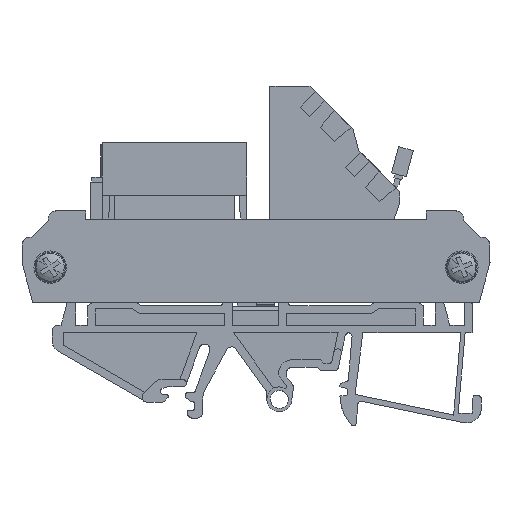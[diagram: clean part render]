
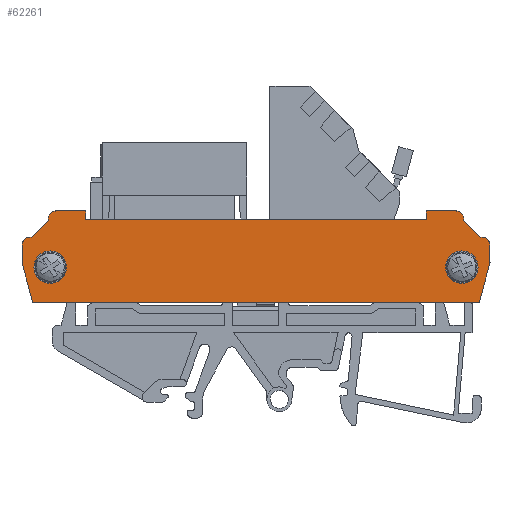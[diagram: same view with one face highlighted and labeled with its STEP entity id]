
A CAD part, left-side view. The second image highlights one B-rep face of the part: STEP entity #62261.
In plain terms, the highlighted planar face has unit normal (-1, 0, 0).
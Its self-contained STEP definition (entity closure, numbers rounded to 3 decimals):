
#4343=AXIS2_PLACEMENT_3D('Circle Axis2P3D',#4341,#4342,$) ;
#4375=AXIS2_PLACEMENT_3D('Circle Axis2P3D',#4373,#4374,$) ;
#11327=AXIS2_PLACEMENT_3D('Circle Axis2P3D',#11325,#11326,$) ;
#11368=AXIS2_PLACEMENT_3D('Circle Axis2P3D',#11366,#11367,$) ;
#22791=AXIS2_PLACEMENT_3D('Circle Axis2P3D',#22789,#22790,$) ;
#22821=AXIS2_PLACEMENT_3D('Circle Axis2P3D',#22819,#22820,$) ;
#22855=AXIS2_PLACEMENT_3D('Circle Axis2P3D',#22853,#22854,$) ;
#22885=AXIS2_PLACEMENT_3D('Circle Axis2P3D',#22883,#22884,$) ;
#62190=AXIS2_PLACEMENT_3D('Plane Axis2P3D',#62187,#62188,#62189) ;
#4338=CARTESIAN_POINT('Vertex',(0.,6.37,39.652)) ;
#4341=CARTESIAN_POINT('Axis2P3D Location',(0.,6.37,38.152)) ;
#4345=CARTESIAN_POINT('Vertex',(0.,4.87,38.152)) ;
#4370=CARTESIAN_POINT('Vertex',(0.,1.723,34.775)) ;
#4373=CARTESIAN_POINT('Axis2P3D Location',(0.,1.5,33.292)) ;
#4377=CARTESIAN_POINT('Vertex',(0.,0.,33.292)) ;
#11322=CARTESIAN_POINT('Vertex',(0.,86.4,33.292)) ;
#11325=CARTESIAN_POINT('Axis2P3D Location',(0.,84.9,33.292)) ;
#11329=CARTESIAN_POINT('Vertex',(0.,84.677,34.775)) ;
#11363=CARTESIAN_POINT('Vertex',(0.,81.53,38.152)) ;
#11366=CARTESIAN_POINT('Axis2P3D Location',(0.,80.03,38.152)) ;
#11370=CARTESIAN_POINT('Vertex',(0.,80.03,39.652)) ;
#22786=CARTESIAN_POINT('Vertex',(0.,8.2,29.252)) ;
#22789=CARTESIAN_POINT('Axis2P3D Location',(0.,5.2,29.252)) ;
#22793=CARTESIAN_POINT('Vertex',(0.,2.2,29.252)) ;
#22819=CARTESIAN_POINT('Axis2P3D Location',(0.,5.2,29.252)) ;
#22850=CARTESIAN_POINT('Vertex',(0.,84.2,29.252)) ;
#22853=CARTESIAN_POINT('Axis2P3D Location',(0.,81.2,29.252)) ;
#22857=CARTESIAN_POINT('Vertex',(0.,78.2,29.252)) ;
#22883=CARTESIAN_POINT('Axis2P3D Location',(0.,81.2,29.252)) ;
#58209=CARTESIAN_POINT('Vertex',(0.,81.53,37.922)) ;
#58212=CARTESIAN_POINT('Line Origine',(0.,81.53,38.037)) ;
#58235=CARTESIAN_POINT('Line Origine',(0.,83.103,36.349)) ;
#58264=CARTESIAN_POINT('Vertex',(0.,86.4,30.084)) ;
#58267=CARTESIAN_POINT('Line Origine',(0.,86.4,31.688)) ;
#58296=CARTESIAN_POINT('Vertex',(0.,84.435,22.752)) ;
#58299=CARTESIAN_POINT('Line Origine',(0.,85.418,26.418)) ;
#58494=CARTESIAN_POINT('Vertex',(0.,11.8,38.052)) ;
#58499=CARTESIAN_POINT('Line Origine',(0.,11.8,38.852)) ;
#58503=CARTESIAN_POINT('Vertex',(0.,11.8,39.652)) ;
#58535=CARTESIAN_POINT('Vertex',(0.,74.6,38.052)) ;
#58540=CARTESIAN_POINT('Line Origine',(0.,43.2,38.052)) ;
#58567=CARTESIAN_POINT('Vertex',(0.,74.6,39.652)) ;
#58572=CARTESIAN_POINT('Line Origine',(0.,74.6,38.852)) ;
#62187=CARTESIAN_POINT('Axis2P3D Location',(0.,1.5,33.292)) ;
#62192=CARTESIAN_POINT('Line Origine',(0.,3.297,36.349)) ;
#62196=CARTESIAN_POINT('Vertex',(0.,4.87,37.922)) ;
#62199=CARTESIAN_POINT('Line Origine',(0.,4.87,38.037)) ;
#62204=CARTESIAN_POINT('Line Origine',(0.,9.085,39.652)) ;
#62209=CARTESIAN_POINT('Line Origine',(0.,77.315,39.652)) ;
#62214=CARTESIAN_POINT('Line Origine',(0.,43.2,22.752)) ;
#62218=CARTESIAN_POINT('Vertex',(0.,1.965,22.752)) ;
#62221=CARTESIAN_POINT('Line Origine',(0.,0.982,26.418)) ;
#62225=CARTESIAN_POINT('Vertex',(0.,0.,30.084)) ;
#62228=CARTESIAN_POINT('Line Origine',(0.,0.,31.688)) ;
#4342=DIRECTION('Axis2P3D Direction',(1.,0.,0.)) ;
#4374=DIRECTION('Axis2P3D Direction',(1.,0.,0.)) ;
#11326=DIRECTION('Axis2P3D Direction',(1.,0.,0.)) ;
#11367=DIRECTION('Axis2P3D Direction',(1.,0.,0.)) ;
#22790=DIRECTION('Axis2P3D Direction',(-1.,0.,0.)) ;
#22820=DIRECTION('Axis2P3D Direction',(-1.,0.,0.)) ;
#22854=DIRECTION('Axis2P3D Direction',(-1.,0.,0.)) ;
#22884=DIRECTION('Axis2P3D Direction',(-1.,0.,0.)) ;
#58213=DIRECTION('Vector Direction',(0.,0.,-1.)) ;
#58236=DIRECTION('Vector Direction',(0.,-0.707,0.707)) ;
#58268=DIRECTION('Vector Direction',(0.,0.,1.)) ;
#58300=DIRECTION('Vector Direction',(0.,0.259,0.966)) ;
#58500=DIRECTION('Vector Direction',(0.,0.,1.)) ;
#58541=DIRECTION('Vector Direction',(0.,-1.,0.)) ;
#58573=DIRECTION('Vector Direction',(0.,0.,-1.)) ;
#62188=DIRECTION('Axis2P3D Direction',(1.,0.,0.)) ;
#62189=DIRECTION('Axis2P3D XDirection',(0.,1.,0.)) ;
#62193=DIRECTION('Vector Direction',(0.,-0.707,-0.707)) ;
#62200=DIRECTION('Vector Direction',(0.,0.,1.)) ;
#62205=DIRECTION('Vector Direction',(0.,-1.,0.)) ;
#62210=DIRECTION('Vector Direction',(0.,-1.,0.)) ;
#62215=DIRECTION('Vector Direction',(0.,1.,0.)) ;
#62222=DIRECTION('Vector Direction',(0.,0.259,-0.966)) ;
#62229=DIRECTION('Vector Direction',(0.,0.,-1.)) ;
#58214=VECTOR('Line Direction',#58213,1.) ;
#58237=VECTOR('Line Direction',#58236,1.) ;
#58269=VECTOR('Line Direction',#58268,1.) ;
#58301=VECTOR('Line Direction',#58300,1.) ;
#58501=VECTOR('Line Direction',#58500,1.) ;
#58542=VECTOR('Line Direction',#58541,1.) ;
#58574=VECTOR('Line Direction',#58573,1.) ;
#62194=VECTOR('Line Direction',#62193,1.) ;
#62201=VECTOR('Line Direction',#62200,1.) ;
#62206=VECTOR('Line Direction',#62205,1.) ;
#62211=VECTOR('Line Direction',#62210,1.) ;
#62216=VECTOR('Line Direction',#62215,1.) ;
#62223=VECTOR('Line Direction',#62222,1.) ;
#62230=VECTOR('Line Direction',#62229,1.) ;
#62234=ORIENTED_EDGE('',*,*,#62198,.F.) ;
#62235=ORIENTED_EDGE('',*,*,#62203,.T.) ;
#62236=ORIENTED_EDGE('',*,*,#4347,.F.) ;
#62237=ORIENTED_EDGE('',*,*,#62208,.F.) ;
#62238=ORIENTED_EDGE('',*,*,#58505,.F.) ;
#62239=ORIENTED_EDGE('',*,*,#58544,.F.) ;
#62240=ORIENTED_EDGE('',*,*,#58576,.F.) ;
#62241=ORIENTED_EDGE('',*,*,#62213,.F.) ;
#62242=ORIENTED_EDGE('',*,*,#11372,.F.) ;
#62243=ORIENTED_EDGE('',*,*,#58216,.T.) ;
#62244=ORIENTED_EDGE('',*,*,#58239,.F.) ;
#62245=ORIENTED_EDGE('',*,*,#11331,.F.) ;
#62246=ORIENTED_EDGE('',*,*,#58271,.F.) ;
#62247=ORIENTED_EDGE('',*,*,#58303,.F.) ;
#62248=ORIENTED_EDGE('',*,*,#62220,.F.) ;
#62249=ORIENTED_EDGE('',*,*,#62227,.F.) ;
#62250=ORIENTED_EDGE('',*,*,#62232,.F.) ;
#62251=ORIENTED_EDGE('',*,*,#4379,.F.) ;
#62254=ORIENTED_EDGE('',*,*,#22823,.F.) ;
#62255=ORIENTED_EDGE('',*,*,#22795,.F.) ;
#62258=ORIENTED_EDGE('',*,*,#22887,.F.) ;
#62259=ORIENTED_EDGE('',*,*,#22859,.F.) ;
#62256=FACE_BOUND('',#62253,.T.) ;
#62260=FACE_BOUND('',#62257,.T.) ;
#62261=ADVANCED_FACE('NONE',(#62252,#62256,#62260),#62191,.F.) ;
#4344=CIRCLE('generated circle',#4343,1.5) ;
#4376=CIRCLE('generated circle',#4375,1.5) ;
#11328=CIRCLE('generated circle',#11327,1.5) ;
#11369=CIRCLE('generated circle',#11368,1.5) ;
#22792=CIRCLE('generated circle',#22791,3.) ;
#22822=CIRCLE('generated circle',#22821,3.) ;
#22856=CIRCLE('generated circle',#22855,3.) ;
#22886=CIRCLE('generated circle',#22885,3.) ;
#4347=EDGE_CURVE('',#4339,#4346,#4344,.T.) ;
#4379=EDGE_CURVE('',#4371,#4378,#4376,.T.) ;
#11331=EDGE_CURVE('',#11323,#11330,#11328,.T.) ;
#11372=EDGE_CURVE('',#11364,#11371,#11369,.T.) ;
#22795=EDGE_CURVE('',#22787,#22794,#22792,.T.) ;
#22823=EDGE_CURVE('',#22794,#22787,#22822,.T.) ;
#22859=EDGE_CURVE('',#22851,#22858,#22856,.T.) ;
#22887=EDGE_CURVE('',#22858,#22851,#22886,.T.) ;
#58216=EDGE_CURVE('',#11364,#58210,#58215,.T.) ;
#58239=EDGE_CURVE('',#11330,#58210,#58238,.T.) ;
#58271=EDGE_CURVE('',#58265,#11323,#58270,.T.) ;
#58303=EDGE_CURVE('',#58297,#58265,#58302,.T.) ;
#58505=EDGE_CURVE('',#58495,#58504,#58502,.T.) ;
#58544=EDGE_CURVE('',#58536,#58495,#58543,.T.) ;
#58576=EDGE_CURVE('',#58568,#58536,#58575,.T.) ;
#62198=EDGE_CURVE('',#62197,#4371,#62195,.T.) ;
#62203=EDGE_CURVE('',#62197,#4346,#62202,.T.) ;
#62208=EDGE_CURVE('',#58504,#4339,#62207,.T.) ;
#62213=EDGE_CURVE('',#11371,#58568,#62212,.T.) ;
#62220=EDGE_CURVE('',#62219,#58297,#62217,.T.) ;
#62227=EDGE_CURVE('',#62226,#62219,#62224,.T.) ;
#62232=EDGE_CURVE('',#4378,#62226,#62231,.T.) ;
#62233=EDGE_LOOP('',(#62234,#62235,#62236,#62237,#62238,#62239,#62240,#62241,#62242,#62243,#62244,#62245,#62246,#62247,#62248,#62249,#62250,#62251)) ;
#62253=EDGE_LOOP('',(#62254,#62255)) ;
#62257=EDGE_LOOP('',(#62258,#62259)) ;
#62252=FACE_OUTER_BOUND('',#62233,.T.) ;
#58215=LINE('Line',#58212,#58214) ;
#58238=LINE('Line',#58235,#58237) ;
#58270=LINE('Line',#58267,#58269) ;
#58302=LINE('Line',#58299,#58301) ;
#58502=LINE('Line',#58499,#58501) ;
#58543=LINE('Line',#58540,#58542) ;
#58575=LINE('Line',#58572,#58574) ;
#62195=LINE('Line',#62192,#62194) ;
#62202=LINE('Line',#62199,#62201) ;
#62207=LINE('Line',#62204,#62206) ;
#62212=LINE('Line',#62209,#62211) ;
#62217=LINE('Line',#62214,#62216) ;
#62224=LINE('Line',#62221,#62223) ;
#62231=LINE('Line',#62228,#62230) ;
#62191=PLANE('',#62190) ;
#4339=VERTEX_POINT('',#4338) ;
#4346=VERTEX_POINT('',#4345) ;
#4371=VERTEX_POINT('',#4370) ;
#4378=VERTEX_POINT('',#4377) ;
#11323=VERTEX_POINT('',#11322) ;
#11330=VERTEX_POINT('',#11329) ;
#11364=VERTEX_POINT('',#11363) ;
#11371=VERTEX_POINT('',#11370) ;
#22787=VERTEX_POINT('',#22786) ;
#22794=VERTEX_POINT('',#22793) ;
#22851=VERTEX_POINT('',#22850) ;
#22858=VERTEX_POINT('',#22857) ;
#58210=VERTEX_POINT('',#58209) ;
#58265=VERTEX_POINT('',#58264) ;
#58297=VERTEX_POINT('',#58296) ;
#58495=VERTEX_POINT('',#58494) ;
#58504=VERTEX_POINT('',#58503) ;
#58536=VERTEX_POINT('',#58535) ;
#58568=VERTEX_POINT('',#58567) ;
#62197=VERTEX_POINT('',#62196) ;
#62219=VERTEX_POINT('',#62218) ;
#62226=VERTEX_POINT('',#62225) ;
